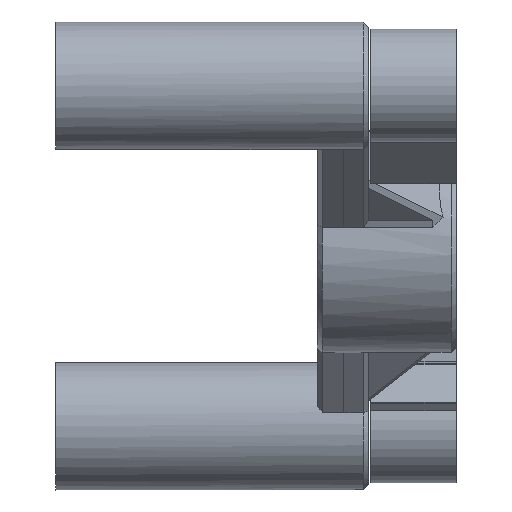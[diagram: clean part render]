
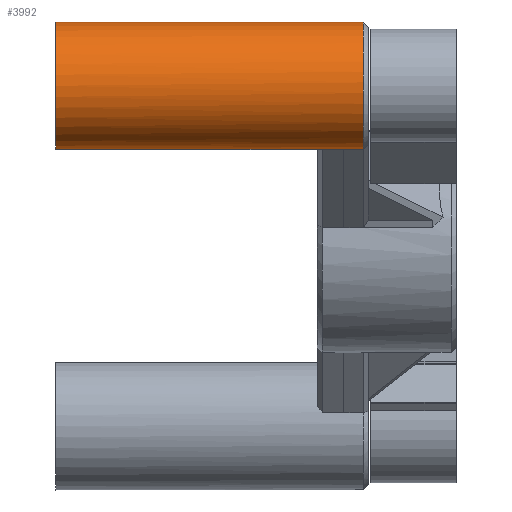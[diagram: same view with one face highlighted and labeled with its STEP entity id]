
A CAD part, front view. The second image highlights one B-rep face of the part: STEP entity #3992.
In plain terms, the highlighted cylindrical face has radius 5 mm (diameter 10 mm), a full revolution.
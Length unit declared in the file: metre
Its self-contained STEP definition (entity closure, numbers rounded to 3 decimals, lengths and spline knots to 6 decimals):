
#29=ELLIPSE('',#4149,0.007071,0.005);
#32=ELLIPSE('',#4153,0.007071,0.005);
#34=ELLIPSE('',#4161,0.007071,0.005);
#35=ELLIPSE('',#4168,0.007071,0.005);
#54=ELLIPSE('',#4370,0.007071,0.005);
#100=CYLINDRICAL_SURFACE('',#4378,0.005);
#295=LINE('',#6024,#734);
#311=LINE('',#6061,#750);
#314=LINE('',#6067,#753);
#450=LINE('',#6404,#889);
#506=LINE('',#6562,#945);
#734=VECTOR('',#4845,1.);
#750=VECTOR('',#4885,1.);
#753=VECTOR('',#4890,1.);
#889=VECTOR('',#5178,1.);
#945=VECTOR('',#5358,1.);
#2014=ORIENTED_EDGE('',*,*,#2602,.T.);
#2015=ORIENTED_EDGE('',*,*,#2649,.F.);
#2016=ORIENTED_EDGE('',*,*,#2360,.T.);
#2017=ORIENTED_EDGE('',*,*,#2290,.F.);
#2018=ORIENTED_EDGE('',*,*,#2356,.F.);
#2019=ORIENTED_EDGE('',*,*,#2296,.F.);
#2020=ORIENTED_EDGE('',*,*,#2357,.F.);
#2021=ORIENTED_EDGE('',*,*,#2646,.T.);
#2022=ORIENTED_EDGE('',*,*,#2652,.T.);
#2023=ORIENTED_EDGE('',*,*,#2337,.T.);
#2024=ORIENTED_EDGE('',*,*,#2309,.T.);
#2025=ORIENTED_EDGE('',*,*,#2335,.T.);
#2026=ORIENTED_EDGE('',*,*,#2314,.F.);
#2027=ORIENTED_EDGE('',*,*,#2525,.F.);
#2028=ORIENTED_EDGE('',*,*,#2604,.F.);
#2029=ORIENTED_EDGE('',*,*,#2583,.F.);
#2290=EDGE_CURVE('',#2791,#2792,#29,.T.);
#2296=EDGE_CURVE('',#2797,#2798,#32,.T.);
#2309=EDGE_CURVE('',#2807,#2808,#34,.T.);
#2314=EDGE_CURVE('',#2813,#2814,#35,.T.);
#2335=EDGE_CURVE('',#2808,#2814,#3055,.T.);
#2337=EDGE_CURVE('',#2830,#2807,#295,.T.);
#2356=EDGE_CURVE('',#2798,#2791,#3059,.T.);
#2357=EDGE_CURVE('',#2839,#2797,#311,.T.);
#2360=EDGE_CURVE('',#2784,#2792,#314,.T.);
#2525=EDGE_CURVE('',#2966,#2813,#450,.T.);
#2583=EDGE_CURVE('',#2993,#2993,#3091,.T.);
#2602=EDGE_CURVE('',#3006,#3005,#506,.T.);
#2604=EDGE_CURVE('',#3006,#2966,#3097,.T.);
#2646=EDGE_CURVE('',#2839,#3018,#54,.T.);
#2649=EDGE_CURVE('',#2784,#3005,#3105,.T.);
#2652=EDGE_CURVE('',#3018,#2830,#3108,.T.);
#2784=VERTEX_POINT('',#5903);
#2791=VERTEX_POINT('',#5920);
#2792=VERTEX_POINT('',#5921);
#2797=VERTEX_POINT('',#5932);
#2798=VERTEX_POINT('',#5934);
#2807=VERTEX_POINT('',#5962);
#2808=VERTEX_POINT('',#5965);
#2813=VERTEX_POINT('',#5978);
#2814=VERTEX_POINT('',#5979);
#2830=VERTEX_POINT('',#6025);
#2839=VERTEX_POINT('',#6062);
#2966=VERTEX_POINT('',#6405);
#2993=VERTEX_POINT('',#6520);
#3005=VERTEX_POINT('',#6561);
#3006=VERTEX_POINT('',#6563);
#3018=VERTEX_POINT('',#6647);
#3055=CIRCLE('',#4181,0.005);
#3059=CIRCLE('',#4193,0.005);
#3091=CIRCLE('',#4317,0.005);
#3097=CIRCLE('',#4335,0.005);
#3105=CIRCLE('',#4373,0.005);
#3108=CIRCLE('',#4379,0.005);
#3337=EDGE_LOOP('',(#2014,#2015,#2016,#2017,#2018,#2019,#2020,#2021,#2022,
#2023,#2024,#2025,#2026,#2027,#2028));
#3338=EDGE_LOOP('',(#2029));
#3578=FACE_BOUND('',#3337,.T.);
#3579=FACE_BOUND('',#3338,.T.);
#3992=ADVANCED_FACE('',(#3578,#3579),#100,.T.);
#4149=AXIS2_PLACEMENT_3D('',#5919,#4753,#4754);
#4153=AXIS2_PLACEMENT_3D('',#5933,#4764,#4765);
#4161=AXIS2_PLACEMENT_3D('',#5966,#4786,#4787);
#4168=AXIS2_PLACEMENT_3D('',#5977,#4800,#4801);
#4181=AXIS2_PLACEMENT_3D('',#6020,#4840,#4841);
#4193=AXIS2_PLACEMENT_3D('',#6059,#4881,#4882);
#4317=AXIS2_PLACEMENT_3D('',#6519,#5311,#5312);
#4335=AXIS2_PLACEMENT_3D('',#6566,#5362,#5363);
#4370=AXIS2_PLACEMENT_3D('',#6646,#5466,#5467);
#4373=AXIS2_PLACEMENT_3D('',#6652,#5473,#5474);
#4378=AXIS2_PLACEMENT_3D('',#6657,#5483,#5484);
#4379=AXIS2_PLACEMENT_3D('',#6658,#5485,#5486);
#4753=DIRECTION('',(0.707,0.,-0.707));
#4754=DIRECTION('',(-0.707,0.,-0.707));
#4764=DIRECTION('',(0.707,0.,0.707));
#4765=DIRECTION('',(-0.707,0.,0.707));
#4786=DIRECTION('',(-0.707,0.349,0.615));
#4787=DIRECTION('',(-0.707,-0.349,-0.615));
#4800=DIRECTION('',(0.707,0.349,0.615));
#4801=DIRECTION('',(-0.707,0.349,0.615));
#4840=DIRECTION('',(-1.,0.,0.));
#4841=DIRECTION('',(0.,0.,-1.));
#4845=DIRECTION('',(-1.,0.,0.));
#4881=DIRECTION('',(1.,0.,0.));
#4882=DIRECTION('',(0.,0.,-1.));
#4885=DIRECTION('',(-1.,0.,0.));
#4890=DIRECTION('',(-1.,0.,0.));
#5178=DIRECTION('',(-1.,0.,0.));
#5311=DIRECTION('',(-1.,0.,0.));
#5312=DIRECTION('',(0.,0.,1.));
#5358=DIRECTION('',(1.,0.,0.));
#5362=DIRECTION('',(1.,0.,0.));
#5363=DIRECTION('',(0.,0.,-1.));
#5466=DIRECTION('',(-0.707,0.,0.707));
#5467=DIRECTION('',(-0.707,0.,-0.707));
#5473=DIRECTION('',(1.,0.,0.));
#5474=DIRECTION('',(0.,0.,-1.));
#5483=DIRECTION('',(-1.,0.,0.));
#5484=DIRECTION('',(0.,0.,1.));
#5485=DIRECTION('',(-1.,0.,0.));
#5486=DIRECTION('',(0.,0.,1.));
#5903=CARTESIAN_POINT('',(0.00991,0.064341,0.057484));
#5919=CARTESIAN_POINT('',(0.00307,0.060914,0.053844));
#5920=CARTESIAN_POINT('',(0.00631,0.064722,0.057084));
#5921=CARTESIAN_POINT('',(0.00671,0.064341,0.057484));
#5932=CARTESIAN_POINT('',(0.00671,0.065749,0.055118));
#5933=CARTESIAN_POINT('',(0.007985,0.060914,0.053844));
#5934=CARTESIAN_POINT('',(0.00631,0.065625,0.055518));
#5962=CARTESIAN_POINT('',(0.00671,0.064914,0.050843));
#5965=CARTESIAN_POINT('',(0.00631,0.064657,0.050529));
#5966=CARTESIAN_POINT('',(0.007344,0.060914,0.053844));
#5977=CARTESIAN_POINT('',(0.00371,0.060914,0.053844));
#5978=CARTESIAN_POINT('',(0.00671,0.062911,0.04926));
#5979=CARTESIAN_POINT('',(0.00631,0.063344,0.049474));
#6020=CARTESIAN_POINT('',(0.00631,0.060914,0.053844));
#6024=CARTESIAN_POINT('',(0.01024,0.064914,0.050843));
#6025=CARTESIAN_POINT('',(0.00731,0.064914,0.050843));
#6059=CARTESIAN_POINT('',(0.00631,0.060914,0.053844));
#6061=CARTESIAN_POINT('',(0.01024,0.065749,0.055118));
#6062=CARTESIAN_POINT('',(0.007344,0.065749,0.055118));
#6067=CARTESIAN_POINT('',(0.01024,0.064341,0.057484));
#6404=CARTESIAN_POINT('',(0.01024,0.062911,0.04926));
#6405=CARTESIAN_POINT('',(0.00841,0.062911,0.04926));
#6519=CARTESIAN_POINT('',(-0.01419,0.060914,0.053844));
#6520=CARTESIAN_POINT('',(-0.01419,0.060914,0.058844));
#6561=CARTESIAN_POINT('',(0.00991,0.062871,0.049243));
#6562=CARTESIAN_POINT('',(0.00841,0.062871,0.049243));
#6563=CARTESIAN_POINT('',(0.00841,0.062871,0.049243));
#6566=CARTESIAN_POINT('',(0.00841,0.060914,0.053844));
#6646=CARTESIAN_POINT('',(0.00607,0.060914,0.053844));
#6647=CARTESIAN_POINT('',(0.00731,0.065758,0.055084));
#6652=CARTESIAN_POINT('',(0.00991,0.060914,0.053844));
#6657=CARTESIAN_POINT('',(0.01024,0.060914,0.053844));
#6658=CARTESIAN_POINT('',(0.00731,0.060914,0.053844));
